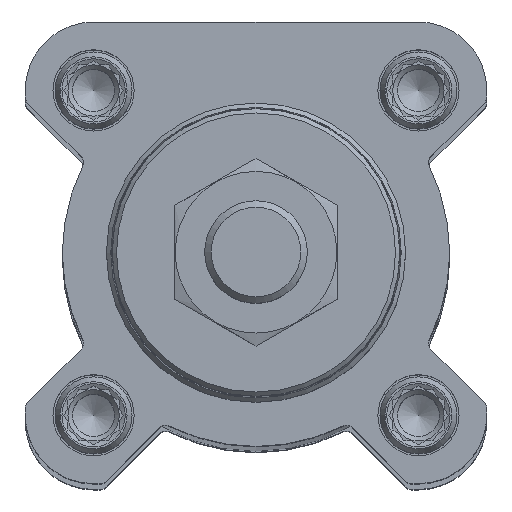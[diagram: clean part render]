
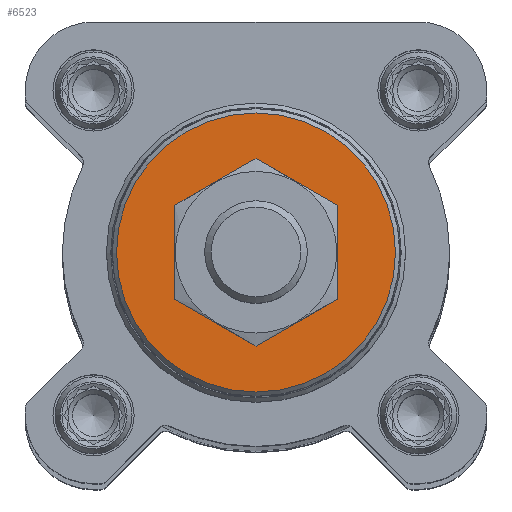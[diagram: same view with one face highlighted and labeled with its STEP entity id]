
A CAD part, top view. The second image highlights one B-rep face of the part: STEP entity #6523.
In plain terms, the highlighted planar face has unit normal (0, 0, 1).
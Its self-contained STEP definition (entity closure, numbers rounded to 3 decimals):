
#1153=PLANE('',#7071);
#1498=CIRCLE('',#7072,16.32);
#1499=CIRCLE('',#7073,8.);
#2217=ORIENTED_EDGE('',*,*,#3874,.F.);
#2218=ORIENTED_EDGE('',*,*,#3875,.T.);
#3874=EDGE_CURVE('',#4739,#4739,#1498,.T.);
#3875=EDGE_CURVE('',#4740,#4740,#1499,.T.);
#4739=VERTEX_POINT('',#10681);
#4740=VERTEX_POINT('',#10683);
#5383=EDGE_LOOP('',(#2217));
#5384=EDGE_LOOP('',(#2218));
#5924=FACE_BOUND('',#5383,.T.);
#5925=FACE_BOUND('',#5384,.T.);
#6523=ADVANCED_FACE('',(#5924,#5925),#1153,.F.);
#7071=AXIS2_PLACEMENT_3D('',#10679,#7992,#7993);
#7072=AXIS2_PLACEMENT_3D('',#10680,#7994,#7995);
#7073=AXIS2_PLACEMENT_3D('',#10682,#7996,#7997);
#7992=DIRECTION('',(0.,0.,-1.));
#7993=DIRECTION('',(-1.,0.,0.));
#7994=DIRECTION('',(0.,0.,-1.));
#7995=DIRECTION('',(-1.,0.,0.));
#7996=DIRECTION('',(0.,0.,-1.));
#7997=DIRECTION('',(-1.,0.,0.));
#10679=CARTESIAN_POINT('',(0.,0.,21.3));
#10680=CARTESIAN_POINT('',(0.,0.,21.3));
#10681=CARTESIAN_POINT('',(-16.32,0.,21.3));
#10682=CARTESIAN_POINT('',(0.,0.,21.3));
#10683=CARTESIAN_POINT('',(-8.,0.,21.3));
